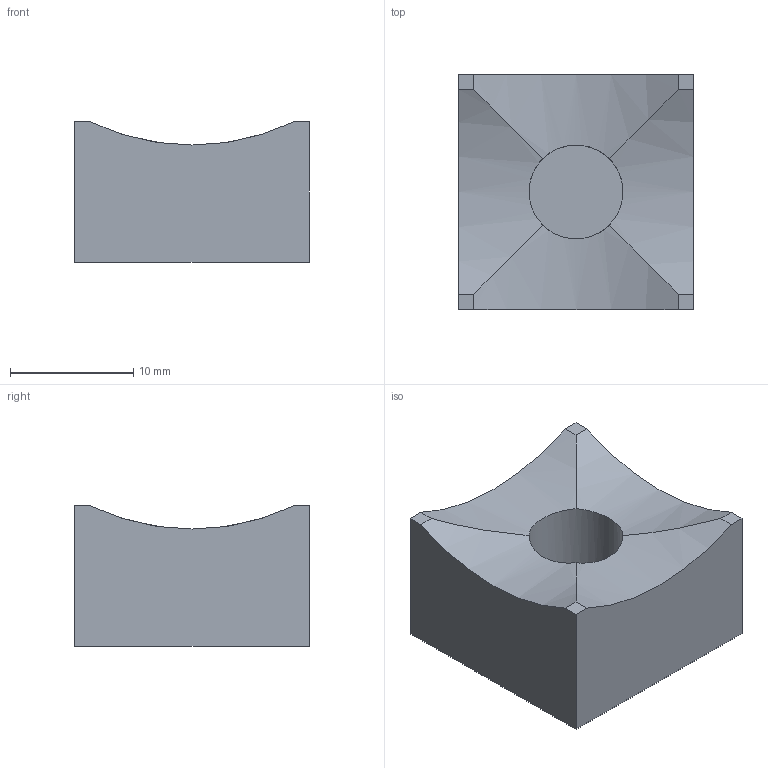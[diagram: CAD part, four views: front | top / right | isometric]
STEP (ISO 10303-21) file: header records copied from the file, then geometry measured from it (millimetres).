
FILE_DESCRIPTION(('FreeCAD Model'),'2;1');
FILE_NAME('faceCenter.step', '2017-12-03T04:52:45',('Author'),(''), 'Open CASCADE STEP processor 6.8','FreeCAD','Unknown');
FILE_SCHEMA(('AUTOMOTIVE_DESIGN_CC2 { 1 2 10303 214 -1 1 5 4 }'));
Length unit declared in the file: millimetre
Products named in the file (2): ASSEMBLY; faceCenter
Assembly tree (1 placements, depth 2):
  ASSEMBLY
    faceCenter
Bounding box: 19.05 x 19.05 x 11.43 mm (x, y, z)
Volume: 3341.1 mm3; surface area: 1657.4 mm2
Topology: 1 solids, 1 shells, 15 faces, 40 edges, 27 vertices
Faces by surface type: plane 10, cylinder 5
Full cylindrical faces by diameter (mm): 7.62 x1
Entity records: 2052 total; most frequent: CARTESIAN_POINT 1270, DIRECTION 121, ORIENTED_EDGE 80, PCURVE 80, DEFINITIONAL_REPRESENTATION 80, LINE 64, VECTOR 64, B_SPLINE_CURVE_WITH_KNOTS 42
